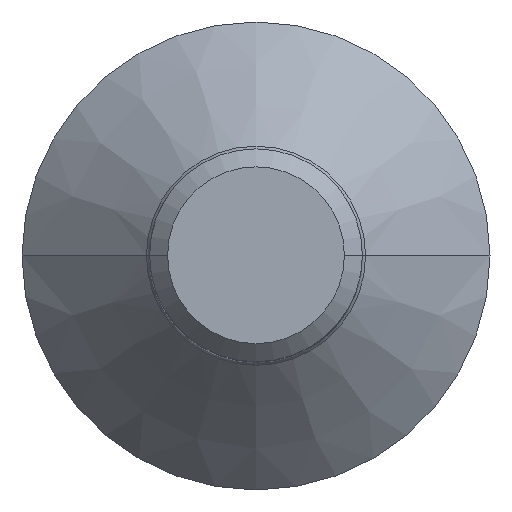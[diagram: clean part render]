
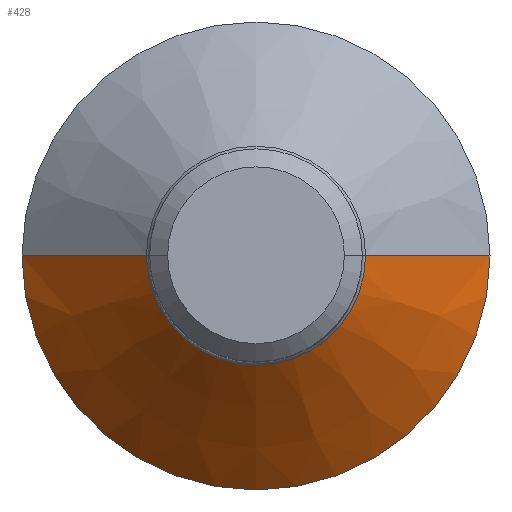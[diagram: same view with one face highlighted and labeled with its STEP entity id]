
A CAD part, top view. The second image highlights one B-rep face of the part: STEP entity #428.
In plain terms, the highlighted conical face has half-angle 45 degrees and reference radius 8.794 mm.
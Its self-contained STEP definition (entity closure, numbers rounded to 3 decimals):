
#20 = ORIENTED_EDGE ( 'NONE', *, *, #223, .F. ) ;
#23 = CARTESIAN_POINT ( 'NONE',  ( -8.794, 0., 0. ) ) ;
#43 = CARTESIAN_POINT ( 'NONE',  ( 4.117, 0., 4.677 ) ) ;
#45 = FACE_OUTER_BOUND ( 'NONE', #275, .T. ) ;
#114 = CIRCLE ( 'NONE', #790, 4.117 ) ;
#147 = DIRECTION ( 'NONE',  ( -1., 0., 0. ) ) ;
#161 = ORIENTED_EDGE ( 'NONE', *, *, #373, .T. ) ;
#166 = AXIS2_PLACEMENT_3D ( 'NONE', #766, #760, #147 ) ;
#183 = EDGE_CURVE ( 'NONE', #859, #488, #534, .T. ) ;
#192 = CARTESIAN_POINT ( 'NONE',  ( 8.794, 0., 0. ) ) ;
#195 = DIRECTION ( 'NONE',  ( 0., 0., -1. ) ) ;
#203 = LINE ( 'NONE', #23, #413 ) ;
#223 = EDGE_CURVE ( 'NONE', #488, #546, #702, .T. ) ;
#239 = VERTEX_POINT ( 'NONE', #530 ) ;
#275 = EDGE_LOOP ( 'NONE', ( #820, #692, #161, #20 ) ) ;
#305 = CARTESIAN_POINT ( 'NONE',  ( 8.794, 0., 0. ) ) ;
#356 = EDGE_CURVE ( 'NONE', #859, #239, #114, .T. ) ;
#373 = EDGE_CURVE ( 'NONE', #239, #546, #203, .T. ) ;
#389 = AXIS2_PLACEMENT_3D ( 'NONE', #599, #195, #666 ) ;
#413 = VECTOR ( 'NONE', #450, 1000. ) ;
#428 = ADVANCED_FACE ( 'NONE', ( #45 ), #455, .T. ) ;
#450 = DIRECTION ( 'NONE',  ( -0.707, 0., -0.707 ) ) ;
#455 = CONICAL_SURFACE ( 'NONE', #166, 8.794, 0.785 ) ;
#488 = VERTEX_POINT ( 'NONE', #305 ) ;
#510 = DIRECTION ( 'NONE',  ( 0., 1., 0. ) ) ;
#530 = CARTESIAN_POINT ( 'NONE',  ( -4.117, 0., 4.677 ) ) ;
#534 = LINE ( 'NONE', #192, #749 ) ;
#540 = DIRECTION ( 'NONE',  ( 0.707, 0., -0.707 ) ) ;
#546 = VERTEX_POINT ( 'NONE', #709 ) ;
#599 = CARTESIAN_POINT ( 'NONE',  ( 0., 0., 0. ) ) ;
#644 = CARTESIAN_POINT ( 'NONE',  ( 0., 0., 4.677 ) ) ;
#666 = DIRECTION ( 'NONE',  ( -1., 0., 0. ) ) ;
#692 = ORIENTED_EDGE ( 'NONE', *, *, #356, .T. ) ;
#702 = CIRCLE ( 'NONE', #389, 8.794 ) ;
#709 = CARTESIAN_POINT ( 'NONE',  ( -8.794, 0., 0. ) ) ;
#742 = DIRECTION ( 'NONE',  ( 0., 0., -1. ) ) ;
#749 = VECTOR ( 'NONE', #540, 1000. ) ;
#760 = DIRECTION ( 'NONE',  ( 0., 0., -1. ) ) ;
#766 = CARTESIAN_POINT ( 'NONE',  ( 0., 0., 0. ) ) ;
#790 = AXIS2_PLACEMENT_3D ( 'NONE', #644, #742, #510 ) ;
#820 = ORIENTED_EDGE ( 'NONE', *, *, #183, .F. ) ;
#859 = VERTEX_POINT ( 'NONE', #43 ) ;
